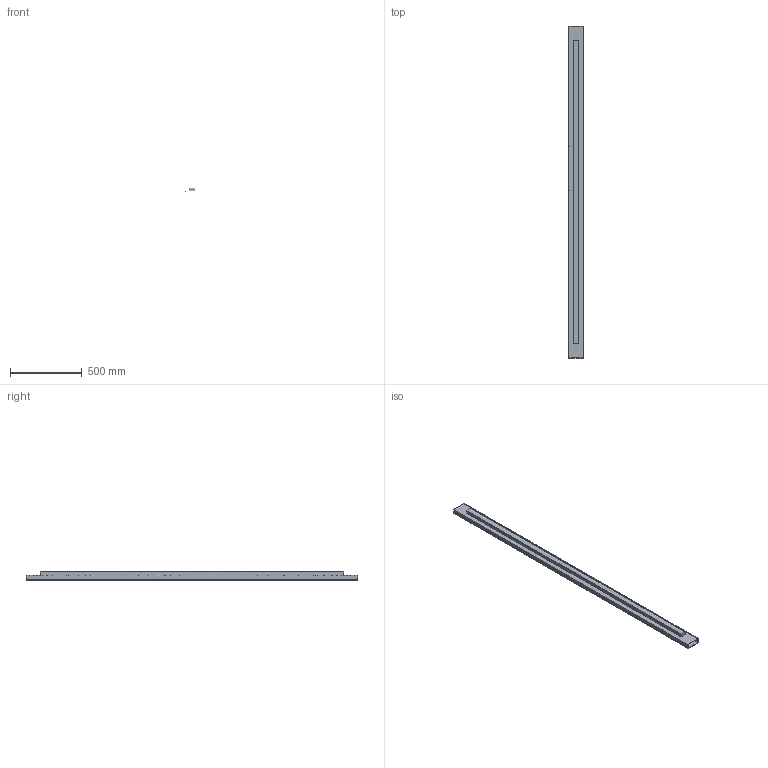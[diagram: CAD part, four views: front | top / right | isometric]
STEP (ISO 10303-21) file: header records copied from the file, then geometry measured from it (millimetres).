
FILE_DESCRIPTION(/* description */ (''),/* implementation_level */ '2;1');
FILE_NAME(/* name */ 'HOY LINEAR 2309 System Module',/* time_stamp */ '2020-01-09T11:08:59+01:00',/* author */ (''),/* organization */ (''),/* preprocessor_version */ 'ST-DEVELOPER v15',/* originating_system */ '',/* authorisation */ '');
FILE_SCHEMA (('AUTOMOTIVE_DESIGN'));
Length unit declared in the file: millimetre
Products named in the file (1): Document
Bounding box: 100.6 x 2314.77 x 56.54 mm (x, y, z)
Volume: 2470577.9 mm3; surface area: 1518232.5 mm2
Topology: 2 solids, 3 shells, 68 faces, 200 edges, 112 vertices
Faces by surface type: bspline 43, plane 25
Entity records: 2628 total; most frequent: CARTESIAN_POINT 1482, ORIENTED_EDGE 384, EDGE_CURVE 208, B_SPLINE_CURVE_WITH_KNOTS 112, VERTEX_POINT 112, ADVANCED_FACE 68, FACE_OUTER_BOUND 68, EDGE_LOOP 68
